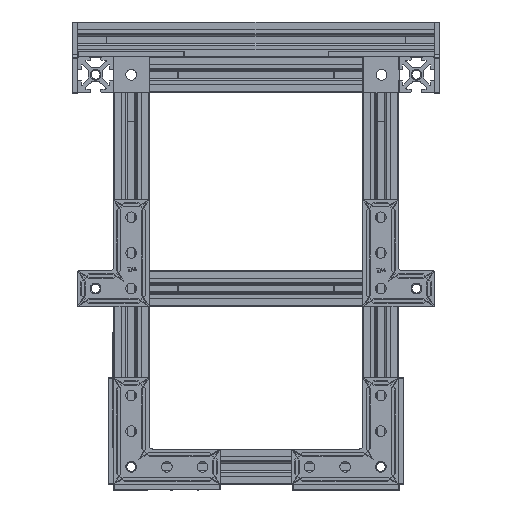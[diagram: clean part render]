
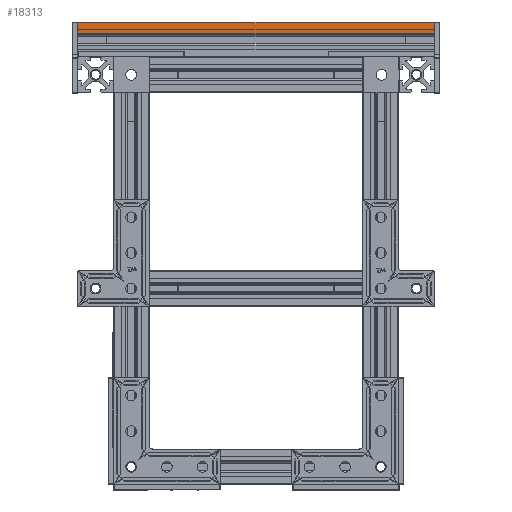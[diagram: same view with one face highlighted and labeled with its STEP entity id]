
A CAD part, left-side view. The second image highlights one B-rep face of the part: STEP entity #18313.
In plain terms, the highlighted planar face has unit normal (-1, 0, 0).
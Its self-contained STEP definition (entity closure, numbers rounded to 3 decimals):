
#830=PLANE('',#19670);
#1937=FACE_OUTER_BOUND('',#2949,.T.);
#2949=EDGE_LOOP('',(#15768,#15769,#15770,#15771));
#4721=LINE('',#28765,#6891);
#4722=LINE('',#28769,#6892);
#4723=LINE('',#28771,#6893);
#4724=LINE('',#28772,#6894);
#6891=VECTOR('',#23374,100.);
#6892=VECTOR('',#23379,3.1);
#6893=VECTOR('',#23380,100.);
#6894=VECTOR('',#23381,3.1);
#9224=VERTEX_POINT('',#28762);
#9225=VERTEX_POINT('',#28764);
#9226=VERTEX_POINT('',#28768);
#9227=VERTEX_POINT('',#28770);
#11525=EDGE_CURVE('',#9225,#9224,#4721,.T.);
#11527=EDGE_CURVE('',#9224,#9226,#4722,.T.);
#11528=EDGE_CURVE('',#9227,#9226,#4723,.T.);
#11529=EDGE_CURVE('',#9225,#9227,#4724,.T.);
#15768=ORIENTED_EDGE('',*,*,#11527,.T.);
#15769=ORIENTED_EDGE('',*,*,#11528,.F.);
#15770=ORIENTED_EDGE('',*,*,#11529,.F.);
#15771=ORIENTED_EDGE('',*,*,#11525,.T.);
#18313=ADVANCED_FACE('',(#1937),#830,.T.);
#19670=AXIS2_PLACEMENT_3D('',#28767,#23377,#23378);
#23374=DIRECTION('',(0.,0.,1.));
#23377=DIRECTION('center_axis',(-1.,0.,0.));
#23378=DIRECTION('ref_axis',(0.,0.,1.));
#23379=DIRECTION('',(0.,1.,0.));
#23380=DIRECTION('',(0.,0.,1.));
#23381=DIRECTION('',(0.,1.,0.));
#28762=CARTESIAN_POINT('',(-5.,-4.8,100.));
#28764=CARTESIAN_POINT('',(-5.,-4.8,0.));
#28765=CARTESIAN_POINT('',(-5.,-4.8,0.));
#28767=CARTESIAN_POINT('Origin',(-5.,-4.8,0.));
#28768=CARTESIAN_POINT('',(-5.,-1.7,100.));
#28769=CARTESIAN_POINT('',(-5.,-4.8,100.));
#28770=CARTESIAN_POINT('',(-5.,-1.7,0.));
#28771=CARTESIAN_POINT('',(-5.,-1.7,0.));
#28772=CARTESIAN_POINT('',(-5.,-4.8,0.));
